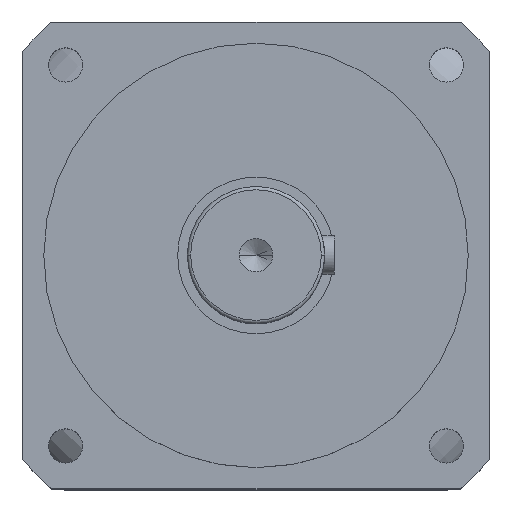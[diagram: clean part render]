
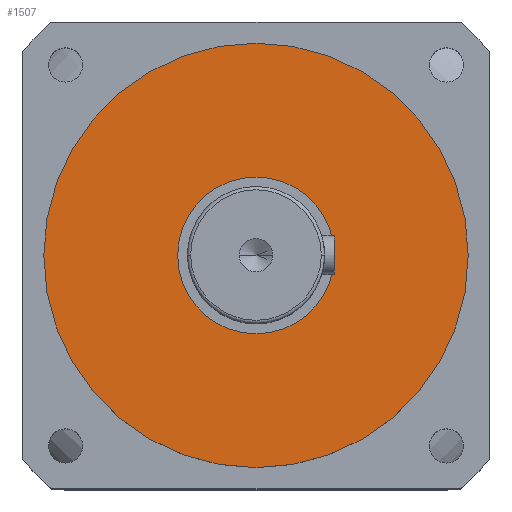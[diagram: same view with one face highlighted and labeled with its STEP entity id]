
A CAD part, top view. The second image highlights one B-rep face of the part: STEP entity #1507.
In plain terms, the highlighted planar face has unit normal (0, 0, 1).
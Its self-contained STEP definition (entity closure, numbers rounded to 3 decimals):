
#266 = DIRECTION ( 'NONE',  ( 1., 0., 0. ) ) ;
#413 = DIRECTION ( 'NONE',  ( 1., 0., 0. ) ) ;
#1453 = CARTESIAN_POINT ( 'NONE',  ( 0., 0., -70. ) ) ;
#1485 = FACE_BOUND ( 'NONE', #7059, .T. ) ;
#1507 = ADVANCED_FACE ( 'NONE', ( #1485, #3403 ), #3993, .F. ) ;
#1508 = AXIS2_PLACEMENT_3D ( 'NONE', #9094, #4712, #413 ) ;
#2002 = CARTESIAN_POINT ( 'NONE',  ( -65., 0., -70. ) ) ;
#2043 = ORIENTED_EDGE ( 'NONE', *, *, #3982, .T. ) ;
#2171 = DIRECTION ( 'NONE',  ( 1., 0., 0. ) ) ;
#2901 = VERTEX_POINT ( 'NONE', #9404 ) ;
#2941 = CIRCLE ( 'NONE', #9246, 65. ) ;
#3040 = ORIENTED_EDGE ( 'NONE', *, *, #4475, .F. ) ;
#3403 = FACE_OUTER_BOUND ( 'NONE', #7636, .T. ) ;
#3594 = VERTEX_POINT ( 'NONE', #6500 ) ;
#3982 = EDGE_CURVE ( 'NONE', #6342, #5753, #2941, .T. ) ;
#3993 = PLANE ( 'NONE',  #4197 ) ;
#4027 = DIRECTION ( 'NONE',  ( 0., 0., -1. ) ) ;
#4143 = CARTESIAN_POINT ( 'NONE',  ( 0., 0., -70. ) ) ;
#4197 = AXIS2_PLACEMENT_3D ( 'NONE', #8420, #4027, #9151 ) ;
#4339 = AXIS2_PLACEMENT_3D ( 'NONE', #8960, #4575, #266 ) ;
#4475 = EDGE_CURVE ( 'NONE', #2901, #3594, #9155, .T. ) ;
#4575 = DIRECTION ( 'NONE',  ( 0., 0., 1. ) ) ;
#4712 = DIRECTION ( 'NONE',  ( 0., 0., 1. ) ) ;
#4873 = DIRECTION ( 'NONE',  ( 1., 0., 0. ) ) ;
#4885 = EDGE_CURVE ( 'NONE', #5753, #6342, #5219, .T. ) ;
#5219 = CIRCLE ( 'NONE', #5676, 65. ) ;
#5523 = CARTESIAN_POINT ( 'NONE',  ( 65., 0., -70. ) ) ;
#5676 = AXIS2_PLACEMENT_3D ( 'NONE', #4143, #9255, #4873 ) ;
#5753 = VERTEX_POINT ( 'NONE', #5523 ) ;
#5853 = CIRCLE ( 'NONE', #4339, 24. ) ;
#6342 = VERTEX_POINT ( 'NONE', #2002 ) ;
#6491 = ORIENTED_EDGE ( 'NONE', *, *, #4885, .T. ) ;
#6500 = CARTESIAN_POINT ( 'NONE',  ( 24., 0., -70. ) ) ;
#6552 = DIRECTION ( 'NONE',  ( 0., 0., 1. ) ) ;
#7059 = EDGE_LOOP ( 'NONE', ( #7073, #3040 ) ) ;
#7073 = ORIENTED_EDGE ( 'NONE', *, *, #8310, .F. ) ;
#7636 = EDGE_LOOP ( 'NONE', ( #6491, #2043 ) ) ;
#8310 = EDGE_CURVE ( 'NONE', #3594, #2901, #5853, .T. ) ;
#8420 = CARTESIAN_POINT ( 'NONE',  ( 0., 65., -70. ) ) ;
#8960 = CARTESIAN_POINT ( 'NONE',  ( 0., 0., -70. ) ) ;
#9094 = CARTESIAN_POINT ( 'NONE',  ( 0., 0., -70. ) ) ;
#9151 = DIRECTION ( 'NONE',  ( -1., 0., 0. ) ) ;
#9155 = CIRCLE ( 'NONE', #1508, 24. ) ;
#9246 = AXIS2_PLACEMENT_3D ( 'NONE', #1453, #6552, #2171 ) ;
#9255 = DIRECTION ( 'NONE',  ( 0., 0., 1. ) ) ;
#9404 = CARTESIAN_POINT ( 'NONE',  ( -24., 0., -70. ) ) ;
